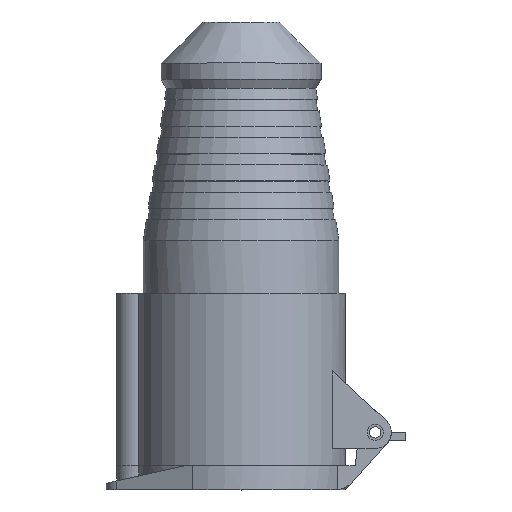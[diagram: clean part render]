
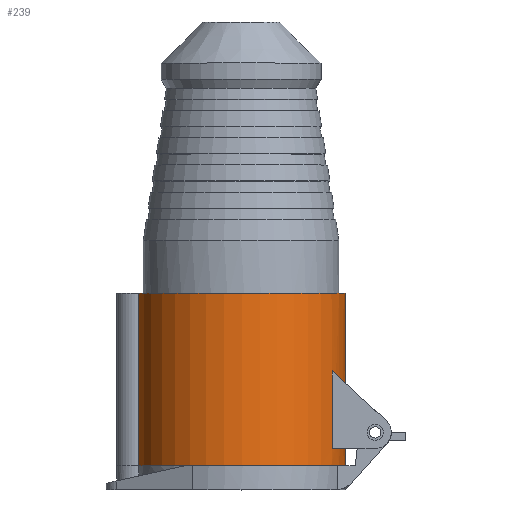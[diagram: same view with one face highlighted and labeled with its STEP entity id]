
A CAD part, top view. The second image highlights one B-rep face of the part: STEP entity #239.
In plain terms, the highlighted cylindrical face has radius 32.25 mm (diameter 64.5 mm), a partial arc.
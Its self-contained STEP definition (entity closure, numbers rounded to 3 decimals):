
#26 = CARTESIAN_POINT ( 'NONE',  ( 0., 48., 0. ) ) ;
#39 = ORIENTED_EDGE ( 'NONE', *, *, #704, .F. ) ;
#76 = AXIS2_PLACEMENT_3D ( 'NONE', #3346, #3620, #2753 ) ;
#87 = VERTEX_POINT ( 'NONE', #2386 ) ;
#118 = ORIENTED_EDGE ( 'NONE', *, *, #1435, .T. ) ;
#138 = CIRCLE ( 'NONE', #76, 32.25 ) ;
#153 = EDGE_CURVE ( 'NONE', #2854, #3633, #3101, .T. ) ;
#181 = CARTESIAN_POINT ( 'NONE',  ( -28.281, 48., 15.5 ) ) ;
#239 = ADVANCED_FACE ( 'NONE', ( #593, #573 ), #1145, .T. ) ;
#290 = VECTOR ( 'NONE', #335, 1000. ) ;
#335 = DIRECTION ( 'NONE',  ( 0., -1., 0. ) ) ;
#405 = VECTOR ( 'NONE', #893, 1000. ) ;
#415 = VERTEX_POINT ( 'NONE', #482 ) ;
#482 = CARTESIAN_POINT ( 'NONE',  ( 31.687, 53.25, -6. ) ) ;
#518 = DIRECTION ( 'NONE',  ( 0., -1., 0. ) ) ;
#573 = FACE_BOUND ( 'NONE', #1304, .T. ) ;
#576 = ORIENTED_EDGE ( 'NONE', *, *, #1921, .T. ) ;
#593 = FACE_OUTER_BOUND ( 'NONE', #1300, .T. ) ;
#603 = ORIENTED_EDGE ( 'NONE', *, *, #1770, .T. ) ;
#657 = CARTESIAN_POINT ( 'NONE',  ( -29.729, 48., 12.5 ) ) ;
#704 = EDGE_CURVE ( 'NONE', #2016, #87, #2259, .T. ) ;
#779 = LINE ( 'NONE', #1438, #290 ) ;
#848 = CARTESIAN_POINT ( 'NONE',  ( 0., 60.75, 0. ) ) ;
#859 = DIRECTION ( 'NONE',  ( 0., 1., 0. ) ) ;
#866 = VERTEX_POINT ( 'NONE', #657 ) ;
#893 = DIRECTION ( 'NONE',  ( 0., 1., 0. ) ) ;
#905 = CARTESIAN_POINT ( 'NONE',  ( -33.691, 28.992, -5.628 ) ) ;
#931 = AXIS2_PLACEMENT_3D ( 'NONE', #2267, #1664, #1358 ) ;
#1024 = CIRCLE ( 'NONE', #2690, 32.25 ) ;
#1065 = ORIENTED_EDGE ( 'NONE', *, *, #153, .T. ) ;
#1066 = DIRECTION ( 'NONE',  ( 0., 1., 0. ) ) ;
#1098 = CARTESIAN_POINT ( 'NONE',  ( 31.687, 71.335, 6. ) ) ;
#1145 = CYLINDRICAL_SURFACE ( 'NONE', #2496, 32.25 ) ;
#1174 = VERTEX_POINT ( 'NONE', #1703 ) ;
#1211 = EDGE_CURVE ( 'NONE', #1174, #1619, #2641, .T. ) ;
#1237 = LINE ( 'NONE', #2879, #405 ) ;
#1292 = VECTOR ( 'NONE', #518, 1000. ) ;
#1300 = EDGE_LOOP ( 'NONE', ( #39, #603, #2833, #576 ) ) ;
#1304 = EDGE_LOOP ( 'NONE', ( #2486, #2498, #118, #3234, #3432, #1065, #1314, #2750 ) ) ;
#1314 = ORIENTED_EDGE ( 'NONE', *, *, #3648, .T. ) ;
#1358 = DIRECTION ( 'NONE',  ( 0., 0., -1. ) ) ;
#1381 = VECTOR ( 'NONE', #3395, 1000. ) ;
#1391 = LINE ( 'NONE', #2524, #3348 ) ;
#1435 = EDGE_CURVE ( 'NONE', #2696, #1619, #1391, .T. ) ;
#1438 = CARTESIAN_POINT ( 'NONE',  ( -29.729, 60.75, -12.5 ) ) ;
#1466 = CARTESIAN_POINT ( 'NONE',  ( 31.687, 53.25, 6. ) ) ;
#1485 = CARTESIAN_POINT ( 'NONE',  ( -33.691, 28.992, 5.628 ) ) ;
#1619 = VERTEX_POINT ( 'NONE', #1740 ) ;
#1664 = DIRECTION ( 'NONE',  ( 0., -1., 0. ) ) ;
#1666 = DIRECTION ( 'NONE',  ( 0., 1., 0. ) ) ;
#1703 = CARTESIAN_POINT ( 'NONE',  ( -29.729, 48., -12.5 ) ) ;
#1709 = CARTESIAN_POINT ( 'NONE',  ( -28.281, 24., 15.5 ) ) ;
#1740 = CARTESIAN_POINT ( 'NONE',  ( -28.281, 48., -15.5 ) ) ;
#1743 = DIRECTION ( 'NONE',  ( 0., -1., 0. ) ) ;
#1768 = CIRCLE ( 'NONE', #3205, 32.25 ) ;
#1770 = EDGE_CURVE ( 'NONE', #2016, #415, #138, .T. ) ;
#1921 = EDGE_CURVE ( 'NONE', #2060, #87, #1024, .T. ) ;
#1964 = DIRECTION ( 'NONE',  ( 0., -1., 0. ) ) ;
#1979 = DIRECTION ( 'NONE',  ( 0., 0., 1. ) ) ;
#1998 = CARTESIAN_POINT ( 'NONE',  ( 31.687, 0., -6. ) ) ;
#2016 = VERTEX_POINT ( 'NONE', #1466 ) ;
#2019 = EDGE_CURVE ( 'NONE', #3476, #2105, #2300, .T. ) ;
#2029 = EDGE_CURVE ( 'NONE', #2696, #3476, #3338, .T. ) ;
#2039 = CARTESIAN_POINT ( 'NONE',  ( -28.281, 48., 15.5 ) ) ;
#2060 = VERTEX_POINT ( 'NONE', #1998 ) ;
#2105 = VERTEX_POINT ( 'NONE', #181 ) ;
#2177 = CARTESIAN_POINT ( 'NONE',  ( 0., 33.295, 0. ) ) ;
#2241 = LINE ( 'NONE', #3376, #1292 ) ;
#2259 = LINE ( 'NONE', #1098, #1381 ) ;
#2263 = EDGE_CURVE ( 'NONE', #1174, #2854, #779, .T. ) ;
#2267 = CARTESIAN_POINT ( 'NONE',  ( 0., 48., 0. ) ) ;
#2300 = LINE ( 'NONE', #2039, #2561 ) ;
#2308 = DIRECTION ( 'NONE',  ( 0., 0., -1. ) ) ;
#2386 = CARTESIAN_POINT ( 'NONE',  ( 31.687, 0., 6. ) ) ;
#2469 = DIRECTION ( 'NONE',  ( 0., 0., -1. ) ) ;
#2484 = CARTESIAN_POINT ( 'NONE',  ( -28.281, 24., -15.5 ) ) ;
#2486 = ORIENTED_EDGE ( 'NONE', *, *, #2019, .F. ) ;
#2496 = AXIS2_PLACEMENT_3D ( 'NONE', #848, #1743, #2308 ) ;
#2498 = ORIENTED_EDGE ( 'NONE', *, *, #2029, .F. ) ;
#2524 = CARTESIAN_POINT ( 'NONE',  ( -28.281, 48., -15.5 ) ) ;
#2561 = VECTOR ( 'NONE', #859, 1000. ) ;
#2585 = DIRECTION ( 'NONE',  ( 0., 1., 0. ) ) ;
#2641 = CIRCLE ( 'NONE', #931, 32.25 ) ;
#2645 = EDGE_CURVE ( 'NONE', #2105, #866, #1768, .T. ) ;
#2690 = AXIS2_PLACEMENT_3D ( 'NONE', #2870, #2585, #1979 ) ;
#2696 = VERTEX_POINT ( 'NONE', #2484 ) ;
#2750 = ORIENTED_EDGE ( 'NONE', *, *, #2645, .F. ) ;
#2753 = DIRECTION ( 'NONE',  ( 0., 0., -1. ) ) ;
#2833 = ORIENTED_EDGE ( 'NONE', *, *, #3243, .T. ) ;
#2853 = CARTESIAN_POINT ( 'NONE',  ( -28.281, 24., 15.5 ) ) ;
#2854 = VERTEX_POINT ( 'NONE', #3445 ) ;
#2870 = CARTESIAN_POINT ( 'NONE',  ( 0., 0., 0. ) ) ;
#2879 = CARTESIAN_POINT ( 'NONE',  ( -29.729, 60.75, 12.5 ) ) ;
#2918 = CARTESIAN_POINT ( 'NONE',  ( -28.281, 24., -15.5 ) ) ;
#3101 = CIRCLE ( 'NONE', #3223, 32.25 ) ;
#3205 = AXIS2_PLACEMENT_3D ( 'NONE', #26, #1964, #3383 ) ;
#3223 = AXIS2_PLACEMENT_3D ( 'NONE', #2177, #1666, #2469 ) ;
#3234 = ORIENTED_EDGE ( 'NONE', *, *, #1211, .F. ) ;
#3243 = EDGE_CURVE ( 'NONE', #415, #2060, #2241, .T. ) ;
#3338 =( BOUNDED_CURVE ( )  B_SPLINE_CURVE ( 3, ( #2918, #905, #1485, #2853 ),
 .UNSPECIFIED., .F., .F. ) 
 B_SPLINE_CURVE_WITH_KNOTS ( ( 4, 4 ),
 ( 2.64, 3.643 ),
 .UNSPECIFIED. ) 
 CURVE ( )  GEOMETRIC_REPRESENTATION_ITEM ( )  RATIONAL_B_SPLINE_CURVE ( ( 1., 0.918, 0.918, 1. ) ) 
 REPRESENTATION_ITEM ( '' )  );
#3346 = CARTESIAN_POINT ( 'NONE',  ( 0., 53.25, 0. ) ) ;
#3348 = VECTOR ( 'NONE', #1066, 1000. ) ;
#3376 = CARTESIAN_POINT ( 'NONE',  ( 31.687, 71.335, -6. ) ) ;
#3383 = DIRECTION ( 'NONE',  ( 0., 0., -1. ) ) ;
#3395 = DIRECTION ( 'NONE',  ( 0., -1., 0. ) ) ;
#3426 = CARTESIAN_POINT ( 'NONE',  ( -29.729, 33.295, 12.5 ) ) ;
#3432 = ORIENTED_EDGE ( 'NONE', *, *, #2263, .T. ) ;
#3445 = CARTESIAN_POINT ( 'NONE',  ( -29.729, 33.295, -12.5 ) ) ;
#3476 = VERTEX_POINT ( 'NONE', #1709 ) ;
#3620 = DIRECTION ( 'NONE',  ( 0., -1., 0. ) ) ;
#3633 = VERTEX_POINT ( 'NONE', #3426 ) ;
#3648 = EDGE_CURVE ( 'NONE', #3633, #866, #1237, .T. ) ;
